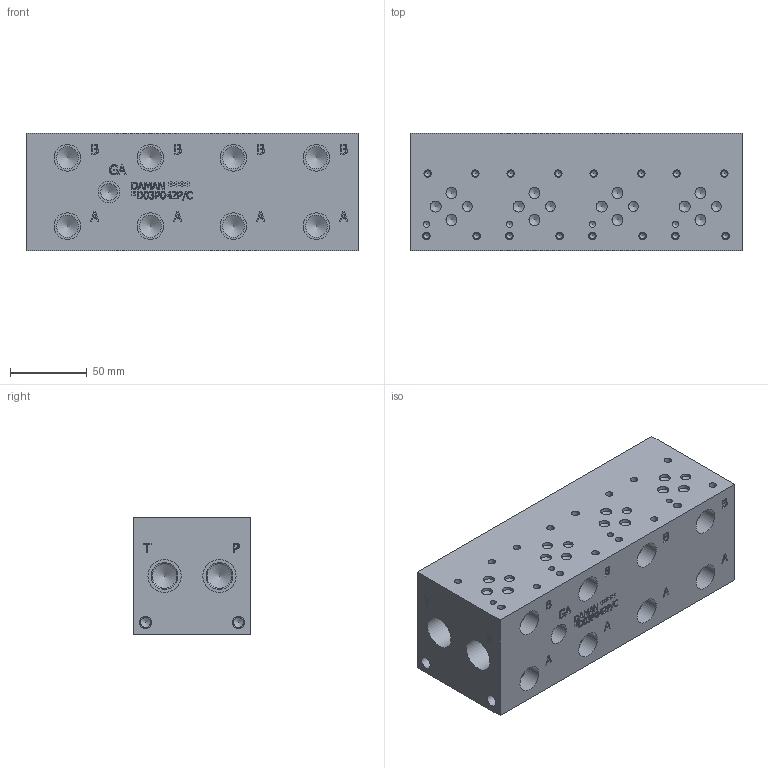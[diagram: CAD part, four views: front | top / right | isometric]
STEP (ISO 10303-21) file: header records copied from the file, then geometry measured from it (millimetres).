
FILE_DESCRIPTION(/* description */ (''),/* implementation_level */ '2;1');
FILE_NAME(/* name */ '_D03P042P_C.stp',/* time_stamp */ '2020-05-07T08:58:41-04:00',/* author */ ('alexanderw'),/* organization */ (''),/* preprocessor_version */ 'ST-DEVELOPER v17',/* originating_system */ 'Autodesk Inventor 2019',/* authorisation */ '');
FILE_SCHEMA (('AUTOMOTIVE_DESIGN { 1 0 10303 214 3 1 1 }'));
Length unit declared in the file: millimetre
Products named in the file (1): Part_AD03P042P~C_3D
Bounding box: 215.9 x 76.2 x 76.2 mm (x, y, z)
Volume: 1164087.2 mm3; surface area: 101890 mm2
Topology: 1 solids, 1 shells, 778 faces, 2136 edges, 1453 vertices
Faces by surface type: plane 432, bspline 188, cylinder 96, cone 62
Full cylindrical faces by diameter (mm): 3.785 x16, 3.962 x4, 4.826 x16, 6.35 x4, 6.528 x4, 7.137 x12, 7.925 x4, 10.719 x1, 13.868 x1, 14.29 x1, 14.3 x8, 15.875 x4, 15.9 x1, 17.297 x8, 17.475 x4, 20.62 x1, 21.59 x4, 22.23 x1, 22.54 x1, 30.16 x1
Entity records: 26078 total; most frequent: CARTESIAN_POINT 6758, ORIENTED_EDGE 4164, DIRECTION 3237, EDGE_CURVE 2082, VERTEX_POINT 1453, LINE 1357, VECTOR 1357, AXIS2_PLACEMENT_3D 940
